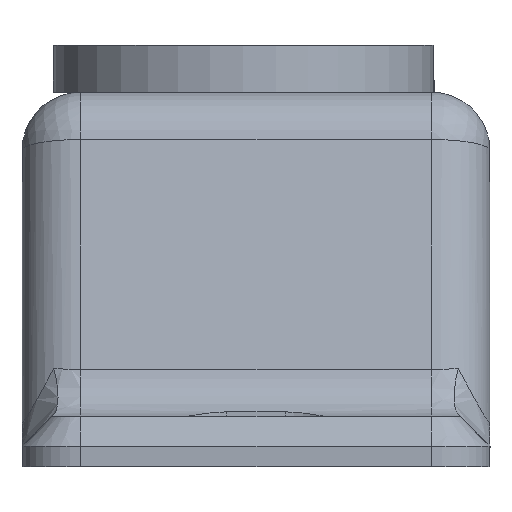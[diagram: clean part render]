
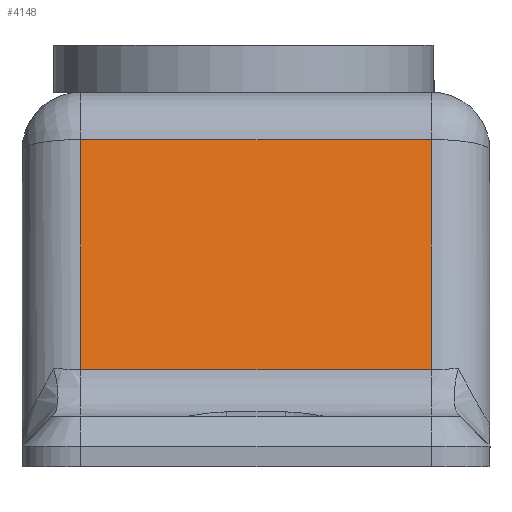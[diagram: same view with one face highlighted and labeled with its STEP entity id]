
A CAD part, left-side view. The second image highlights one B-rep face of the part: STEP entity #4148.
In plain terms, the highlighted planar face has unit normal (-0.982, 0, 0.191).
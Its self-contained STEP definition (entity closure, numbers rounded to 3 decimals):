
#424=FACE_OUTER_BOUND('',#663,.T.);
#663=EDGE_LOOP('',(#3256,#3257,#3258,#3259));
#968=LINE('',#6604,#1408);
#978=LINE('',#6738,#1418);
#993=LINE('',#7033,#1433);
#995=LINE('',#7036,#1435);
#1408=VECTOR('',#5088,12.);
#1418=VECTOR('',#5146,12.);
#1433=VECTOR('',#5211,8.01);
#1435=VECTOR('',#5215,8.01);
#1842=VERTEX_POINT('',#6596);
#1844=VERTEX_POINT('',#6602);
#1858=VERTEX_POINT('',#6712);
#1863=VERTEX_POINT('',#6737);
#2322=EDGE_CURVE('',#1844,#1842,#968,.T.);
#2351=EDGE_CURVE('',#1858,#1863,#978,.T.);
#2395=EDGE_CURVE('',#1842,#1858,#993,.T.);
#2397=EDGE_CURVE('',#1863,#1844,#995,.T.);
#3256=ORIENTED_EDGE('',*,*,#2322,.F.);
#3257=ORIENTED_EDGE('',*,*,#2397,.F.);
#3258=ORIENTED_EDGE('',*,*,#2351,.F.);
#3259=ORIENTED_EDGE('',*,*,#2395,.F.);
#3943=PLANE('',#4472);
#4148=ADVANCED_FACE('',(#424),#3943,.T.);
#4472=AXIS2_PLACEMENT_3D('',#7035,#5213,#5214);
#5088=DIRECTION('',(0.,-1.,0.));
#5146=DIRECTION('',(0.,1.,0.));
#5211=DIRECTION('',(-0.191,0.,-0.982));
#5213=DIRECTION('center_axis',(-0.982,0.,0.191));
#5214=DIRECTION('ref_axis',(0.191,0.,0.982));
#5215=DIRECTION('',(0.191,0.,0.982));
#6596=CARTESIAN_POINT('',(-15.315,-6.,11.182));
#6602=CARTESIAN_POINT('',(-15.315,6.,11.182));
#6604=CARTESIAN_POINT('',(-15.315,0.,11.182));
#6712=CARTESIAN_POINT('',(-16.843,-6.,3.318));
#6737=CARTESIAN_POINT('',(-16.843,6.,3.318));
#6738=CARTESIAN_POINT('',(-16.843,0.,3.318));
#7033=CARTESIAN_POINT('',(-16.405,-6.,5.571));
#7035=CARTESIAN_POINT('Origin',(-17.158,0.,1.7));
#7036=CARTESIAN_POINT('',(-16.405,6.,5.571));
